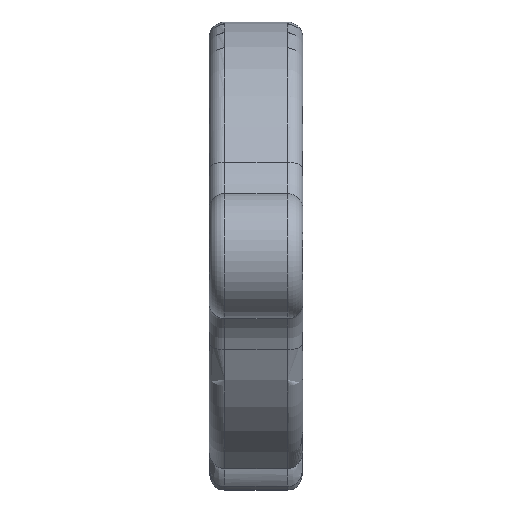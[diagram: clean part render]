
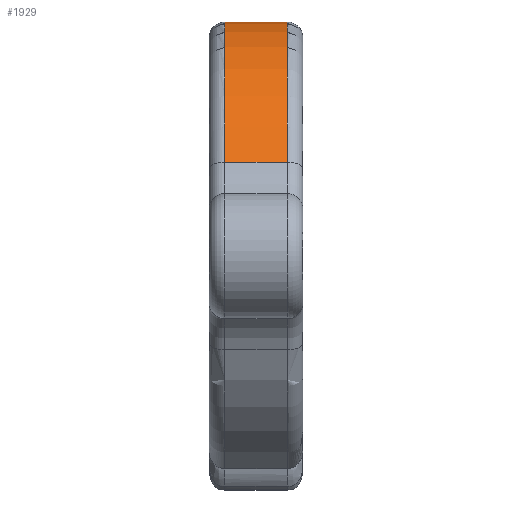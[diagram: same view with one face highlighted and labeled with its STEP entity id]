
A CAD part, left-side view. The second image highlights one B-rep face of the part: STEP entity #1929.
In plain terms, the highlighted cylindrical face has radius 15 mm (diameter 30 mm), a partial arc.
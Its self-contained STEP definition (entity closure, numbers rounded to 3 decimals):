
#111=CYLINDRICAL_SURFACE('',#2085,15.);
#152=LINE('',#5673,#209);
#153=LINE('',#5677,#210);
#209=VECTOR('',#2278,4.);
#210=VECTOR('',#2281,4.);
#274=CIRCLE('',#2086,15.);
#275=CIRCLE('',#2087,15.);
#334=FACE_OUTER_BOUND('',#463,.T.);
#463=EDGE_LOOP('',(#1329,#1330,#1331,#1332));
#822=VERTEX_POINT('',#5671);
#823=VERTEX_POINT('',#5672);
#824=VERTEX_POINT('',#5674);
#825=VERTEX_POINT('',#5676);
#1014=EDGE_CURVE('',#822,#823,#152,.T.);
#1015=EDGE_CURVE('',#823,#824,#274,.T.);
#1016=EDGE_CURVE('',#824,#825,#153,.T.);
#1017=EDGE_CURVE('',#825,#822,#275,.F.);
#1329=ORIENTED_EDGE('',*,*,#1014,.T.);
#1330=ORIENTED_EDGE('',*,*,#1015,.T.);
#1331=ORIENTED_EDGE('',*,*,#1016,.T.);
#1332=ORIENTED_EDGE('',*,*,#1017,.T.);
#1929=ADVANCED_FACE('',(#334),#111,.T.);
#2085=AXIS2_PLACEMENT_3D('',#5670,#2276,#2277);
#2086=AXIS2_PLACEMENT_3D('',#5675,#2279,#2280);
#2087=AXIS2_PLACEMENT_3D('',#5678,#2282,#2283);
#2276=DIRECTION('center_axis',(0.,-1.,0.));
#2277=DIRECTION('ref_axis',(-0.043,0.,0.999));
#2278=DIRECTION('',(0.,-1.,0.));
#2279=DIRECTION('center_axis',(0.,1.,0.));
#2280=DIRECTION('ref_axis',(0.,0.,1.));
#2281=DIRECTION('',(0.,1.,0.));
#2282=DIRECTION('center_axis',(0.,1.,0.));
#2283=DIRECTION('ref_axis',(0.,0.,1.));
#5670=CARTESIAN_POINT('Origin',(40.,6.,0.));
#5671=CARTESIAN_POINT('',(26.252,5.,6.));
#5672=CARTESIAN_POINT('',(26.252,1.,6.));
#5673=CARTESIAN_POINT('',(26.252,5.,6.));
#5674=CARTESIAN_POINT('',(53.177,1.,7.168));
#5675=CARTESIAN_POINT('Origin',(40.,1.,0.));
#5676=CARTESIAN_POINT('',(53.177,5.,7.168));
#5677=CARTESIAN_POINT('',(53.177,1.,7.168));
#5678=CARTESIAN_POINT('Origin',(40.,5.,0.));
